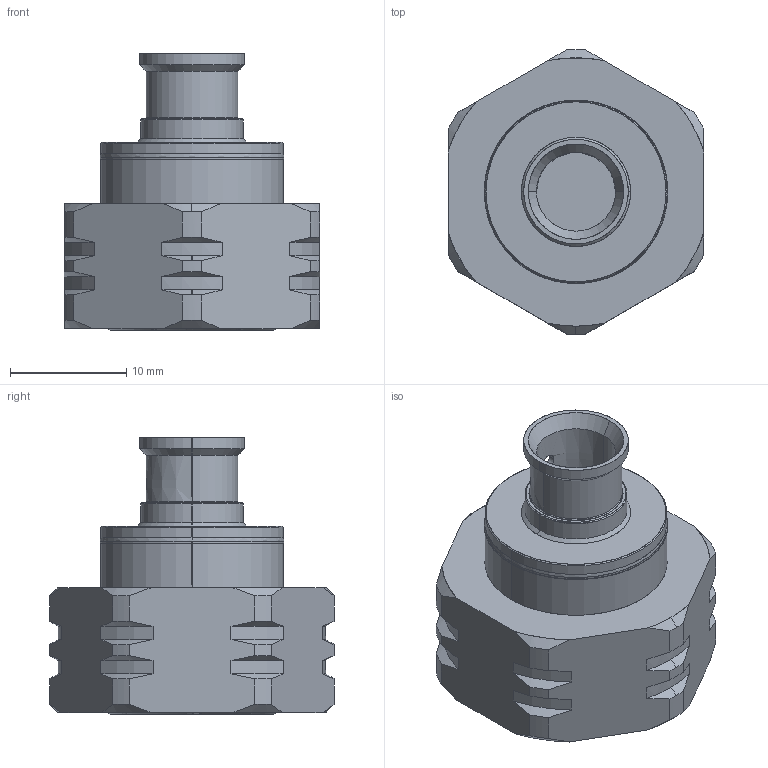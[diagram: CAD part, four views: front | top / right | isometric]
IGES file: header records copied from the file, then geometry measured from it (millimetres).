
Start section: SolidWorks IGES file using analytic representation for surfaces
Global section: file name: R183.030.017A.IGS; native system: SolidWorks 2014; preprocessor: SolidWorks 2014; author: RAYMOND_G; date: 150409.081009; units: millimetre
Bounding box: 22 x 24.5 x 23.8 mm (x, y, z)
Surface area: 3359.9 mm2 (no closed solid volume)
Topology: 0 solids, 0 shells, 157 faces, 1470 edges, 1470 vertices
Faces by surface type: revolution 125, bspline 32
